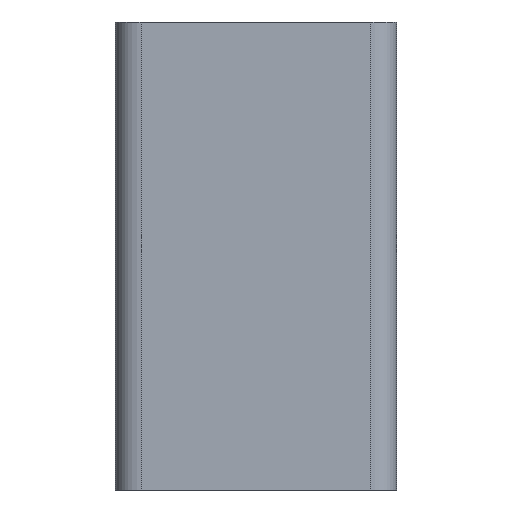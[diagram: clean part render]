
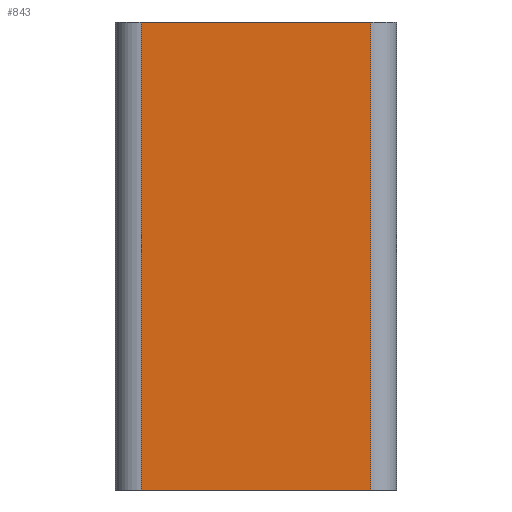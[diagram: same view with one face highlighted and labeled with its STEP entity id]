
A CAD part, left-side view. The second image highlights one B-rep face of the part: STEP entity #843.
In plain terms, the highlighted planar face has unit normal (-1, 0, 0).
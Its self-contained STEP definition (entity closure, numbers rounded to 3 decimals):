
#62 = CARTESIAN_POINT ( 'NONE',  ( -15.012, -12.262, -25. ) ) ;
#176 = VERTEX_POINT ( 'NONE', #3235 ) ;
#205 = LINE ( 'NONE', #2972, #3192 ) ;
#298 = VECTOR ( 'NONE', #1892, 1000. ) ;
#612 = VECTOR ( 'NONE', #726, 1000. ) ;
#636 = DIRECTION ( 'NONE',  ( 0., 0., -1. ) ) ;
#726 = DIRECTION ( 'NONE',  ( 0., -1., 0. ) ) ;
#754 = VERTEX_POINT ( 'NONE', #62 ) ;
#843 = ADVANCED_FACE ( 'NONE', ( #1470 ), #3405, .F. ) ;
#875 = CARTESIAN_POINT ( 'NONE',  ( -15.012, -12.262, 25. ) ) ;
#984 = ORIENTED_EDGE ( 'NONE', *, *, #1066, .F. ) ;
#1066 = EDGE_CURVE ( 'NONE', #176, #3455, #205, .T. ) ;
#1239 = EDGE_LOOP ( 'NONE', ( #1664, #1954, #984, #3251 ) ) ;
#1367 = EDGE_CURVE ( 'NONE', #3455, #754, #3495, .T. ) ;
#1418 = LINE ( 'NONE', #3045, #1533 ) ;
#1470 = FACE_OUTER_BOUND ( 'NONE', #1239, .T. ) ;
#1533 = VECTOR ( 'NONE', #636, 1000. ) ;
#1664 = ORIENTED_EDGE ( 'NONE', *, *, #2209, .T. ) ;
#1726 = VERTEX_POINT ( 'NONE', #2278 ) ;
#1821 = LINE ( 'NONE', #2959, #612 ) ;
#1892 = DIRECTION ( 'NONE',  ( 0., 0., -1. ) ) ;
#1954 = ORIENTED_EDGE ( 'NONE', *, *, #1367, .F. ) ;
#2029 = CARTESIAN_POINT ( 'NONE',  ( -15.012, 12.262, 25. ) ) ;
#2209 = EDGE_CURVE ( 'NONE', #1726, #754, #1821, .T. ) ;
#2278 = CARTESIAN_POINT ( 'NONE',  ( -15.012, 12.262, -25. ) ) ;
#2391 = AXIS2_PLACEMENT_3D ( 'NONE', #2029, #2580, #2835 ) ;
#2580 = DIRECTION ( 'NONE',  ( 1., 0., 0. ) ) ;
#2835 = DIRECTION ( 'NONE',  ( 0., 0., -1. ) ) ;
#2959 = CARTESIAN_POINT ( 'NONE',  ( -15.012, 12.262, -25. ) ) ;
#2972 = CARTESIAN_POINT ( 'NONE',  ( -15.012, 12.262, 25. ) ) ;
#3045 = CARTESIAN_POINT ( 'NONE',  ( -15.012, 12.262, 25. ) ) ;
#3192 = VECTOR ( 'NONE', #3333, 1000. ) ;
#3204 = CARTESIAN_POINT ( 'NONE',  ( -15.012, -12.262, 25. ) ) ;
#3209 = EDGE_CURVE ( 'NONE', #176, #1726, #1418, .T. ) ;
#3235 = CARTESIAN_POINT ( 'NONE',  ( -15.012, 12.262, 25. ) ) ;
#3251 = ORIENTED_EDGE ( 'NONE', *, *, #3209, .T. ) ;
#3333 = DIRECTION ( 'NONE',  ( 0., -1., 0. ) ) ;
#3405 = PLANE ( 'NONE',  #2391 ) ;
#3455 = VERTEX_POINT ( 'NONE', #875 ) ;
#3495 = LINE ( 'NONE', #3204, #298 ) ;
